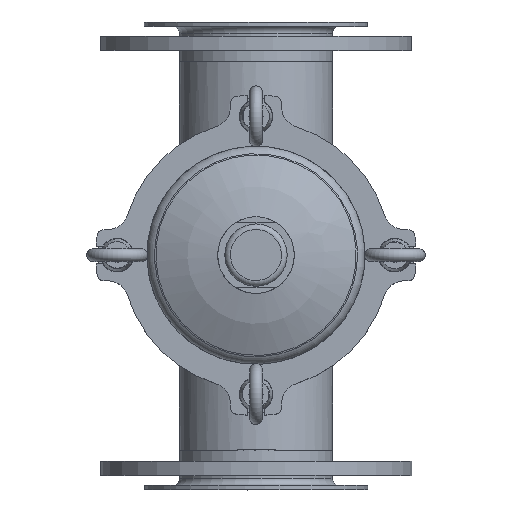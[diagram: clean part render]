
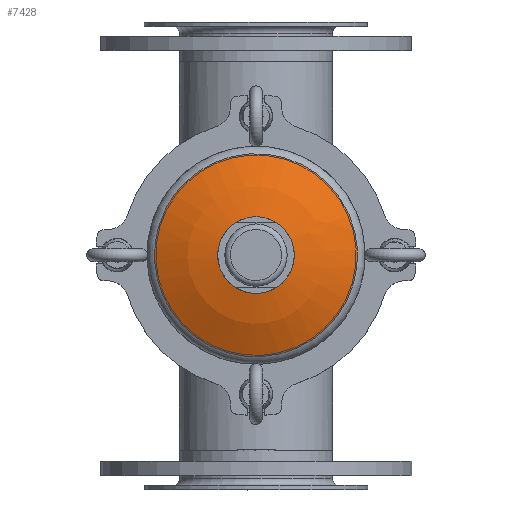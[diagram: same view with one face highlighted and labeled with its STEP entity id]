
A CAD part, top view. The second image highlights one B-rep face of the part: STEP entity #7428.
In plain terms, the highlighted spherical face has radius 154 mm.
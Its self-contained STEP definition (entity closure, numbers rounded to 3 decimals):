
#939=SPHERICAL_SURFACE('',#9175,154.);
#1454=CIRCLE('',#9176,71.653);
#1455=CIRCLE('',#9177,24.);
#1944=ORIENTED_EDGE('',*,*,#3949,.F.);
#1945=ORIENTED_EDGE('',*,*,#3950,.T.);
#3949=EDGE_CURVE('',#4972,#4972,#1454,.T.);
#3950=EDGE_CURVE('',#4973,#4973,#1455,.T.);
#4972=VERTEX_POINT('',#14773);
#4973=VERTEX_POINT('',#14775);
#5868=EDGE_LOOP('',(#1944));
#5869=EDGE_LOOP('',(#1945));
#6572=FACE_BOUND('',#5868,.T.);
#6573=FACE_BOUND('',#5869,.T.);
#7428=ADVANCED_FACE('',(#6572,#6573),#939,.T.);
#9175=AXIS2_PLACEMENT_3D('',#14771,#10219,#10220);
#9176=AXIS2_PLACEMENT_3D('',#14772,#10221,#10222);
#9177=AXIS2_PLACEMENT_3D('',#14774,#10223,#10224);
#10219=DIRECTION('',(0.,1.,0.));
#10220=DIRECTION('',(1.,0.,0.));
#10221=DIRECTION('',(0.,1.,0.));
#10222=DIRECTION('',(0.,0.,1.));
#10223=DIRECTION('',(0.,1.,0.));
#10224=DIRECTION('',(0.,0.,1.));
#14771=CARTESIAN_POINT('',(0.,154.,0.));
#14772=CARTESIAN_POINT('',(0.,17.685,0.));
#14773=CARTESIAN_POINT('',(0.,17.685,71.653));
#14774=CARTESIAN_POINT('',(0.,1.882,0.));
#14775=CARTESIAN_POINT('',(0.,1.882,24.));
